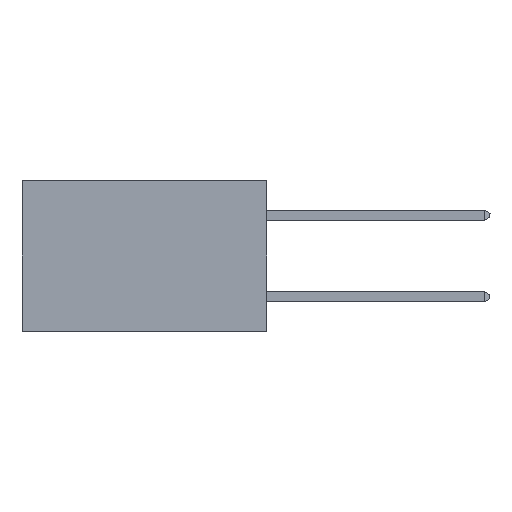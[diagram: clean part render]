
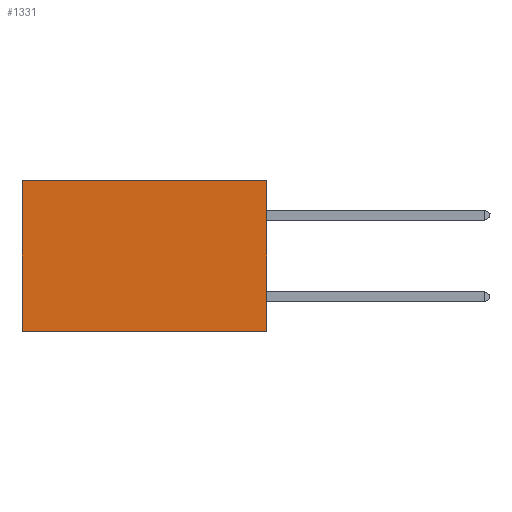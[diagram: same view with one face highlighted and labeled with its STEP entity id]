
A CAD part, left-side view. The second image highlights one B-rep face of the part: STEP entity #1331.
In plain terms, the highlighted planar face has unit normal (-1, 0, 0).
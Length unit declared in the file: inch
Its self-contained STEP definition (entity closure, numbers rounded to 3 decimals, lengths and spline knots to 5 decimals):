
#389 = EDGE_CURVE ( 'NONE', #13770, #9124, #2993, .T. ) ;
#524 = DIRECTION ( 'NONE',  ( 0., 0., -1. ) ) ;
#867 = EDGE_CURVE ( 'NONE', #11532, #5160, #12533, .T. ) ;
#1150 = VECTOR ( 'NONE', #7555, 39.37008 ) ;
#1159 = CARTESIAN_POINT ( 'NONE',  ( 0.2875, 0.6, 0. ) ) ;
#1331 = ADVANCED_FACE ( 'NONE', ( #4446 ), #12562, .F. ) ;
#1701 = CARTESIAN_POINT ( 'NONE',  ( 0.2875, 0.6, -0.37 ) ) ;
#2007 = DIRECTION ( 'NONE',  ( 0., 1., 0. ) ) ;
#2990 = AXIS2_PLACEMENT_3D ( 'NONE', #8309, #10561, #524 ) ;
#2993 = LINE ( 'NONE', #10830, #12227 ) ;
#3469 = ORIENTED_EDGE ( 'NONE', *, *, #389, .F. ) ;
#3809 = CARTESIAN_POINT ( 'NONE',  ( 0.2875, 0.6, 0. ) ) ;
#4360 = ORIENTED_EDGE ( 'NONE', *, *, #10466, .F. ) ;
#4446 = FACE_OUTER_BOUND ( 'NONE', #10749, .T. ) ;
#5160 = VERTEX_POINT ( 'NONE', #1159 ) ;
#5247 = ORIENTED_EDGE ( 'NONE', *, *, #867, .T. ) ;
#6991 = LINE ( 'NONE', #3809, #9199 ) ;
#7237 = CARTESIAN_POINT ( 'NONE',  ( 0.2875, 0., 0. ) ) ;
#7555 = DIRECTION ( 'NONE',  ( 0., 0., -1. ) ) ;
#7845 = ORIENTED_EDGE ( 'NONE', *, *, #13782, .T. ) ;
#8003 = LINE ( 'NONE', #8610, #1150 ) ;
#8309 = CARTESIAN_POINT ( 'NONE',  ( 0.2875, 0., 0. ) ) ;
#8610 = CARTESIAN_POINT ( 'NONE',  ( 0.2875, 0., 0. ) ) ;
#9124 = VERTEX_POINT ( 'NONE', #1701 ) ;
#9197 = CARTESIAN_POINT ( 'NONE',  ( 0.2875, 0., 0. ) ) ;
#9199 = VECTOR ( 'NONE', #11273, 39.37008 ) ;
#10260 = CARTESIAN_POINT ( 'NONE',  ( 0.2875, 0., -0.37 ) ) ;
#10466 = EDGE_CURVE ( 'NONE', #11532, #13770, #8003, .T. ) ;
#10561 = DIRECTION ( 'NONE',  ( 1., 0., 0. ) ) ;
#10749 = EDGE_LOOP ( 'NONE', ( #7845, #3469, #4360, #5247 ) ) ;
#10830 = CARTESIAN_POINT ( 'NONE',  ( 0.2875, 0., -0.37 ) ) ;
#11273 = DIRECTION ( 'NONE',  ( 0., 0., -1. ) ) ;
#11532 = VERTEX_POINT ( 'NONE', #7237 ) ;
#11959 = DIRECTION ( 'NONE',  ( 0., 1., 0. ) ) ;
#12227 = VECTOR ( 'NONE', #11959, 39.37008 ) ;
#12533 = LINE ( 'NONE', #9197, #13558 ) ;
#12562 = PLANE ( 'NONE',  #2990 ) ;
#13558 = VECTOR ( 'NONE', #2007, 39.37008 ) ;
#13770 = VERTEX_POINT ( 'NONE', #10260 ) ;
#13782 = EDGE_CURVE ( 'NONE', #5160, #9124, #6991, .T. ) ;
